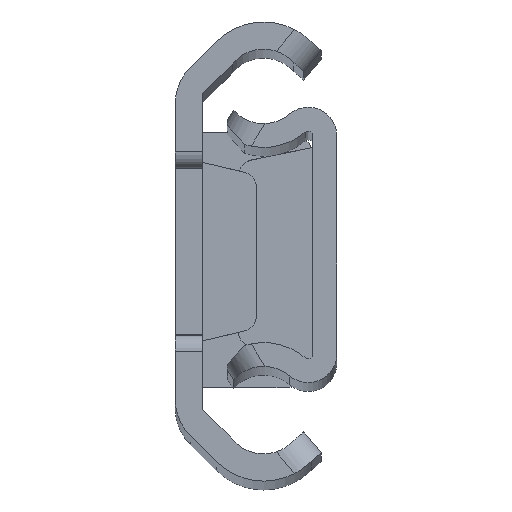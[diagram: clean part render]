
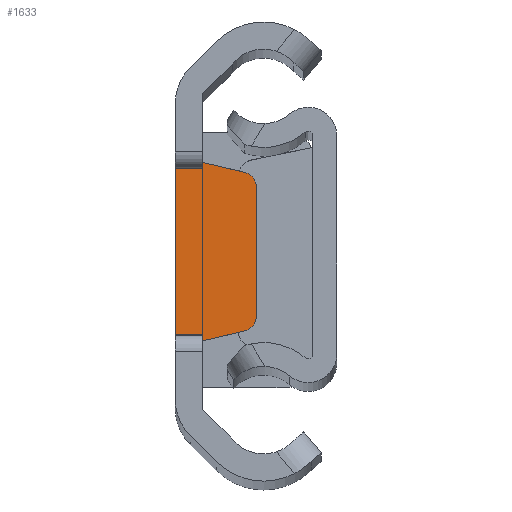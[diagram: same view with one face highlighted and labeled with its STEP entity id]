
A CAD part, top view. The second image highlights one B-rep face of the part: STEP entity #1633.
In plain terms, the highlighted planar face has unit normal (0, 0, 1).
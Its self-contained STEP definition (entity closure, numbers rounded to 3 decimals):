
#66 = CARTESIAN_POINT ( 'NONE',  ( 4.028, -4.681, -2.4 ) ) ;
#85 = VERTEX_POINT ( 'NONE', #1136 ) ;
#147 = AXIS2_PLACEMENT_3D ( 'NONE', #323, #254, #2478 ) ;
#204 = CARTESIAN_POINT ( 'NONE',  ( 1.6, -5.25, -2.4 ) ) ;
#217 = VECTOR ( 'NONE', #2432, 1000. ) ;
#254 = DIRECTION ( 'NONE',  ( 0., 0., 1. ) ) ;
#296 = CARTESIAN_POINT ( 'NONE',  ( 1.6, -5.25, -2.4 ) ) ;
#323 = CARTESIAN_POINT ( 'NONE',  ( 3.8, 3.707, -2.4 ) ) ;
#349 = VERTEX_POINT ( 'NONE', #3552 ) ;
#361 = DIRECTION ( 'NONE',  ( 0.974, 0.228, 0. ) ) ;
#365 = EDGE_CURVE ( 'NONE', #949, #85, #1121, .T. ) ;
#641 = CARTESIAN_POINT ( 'NONE',  ( -0.001, 5.25, -2.4 ) ) ;
#731 = VECTOR ( 'NONE', #2721, 1000. ) ;
#742 = EDGE_CURVE ( 'NONE', #349, #1276, #1696, .T. ) ;
#861 = EDGE_CURVE ( 'NONE', #4386, #949, #3817, .T. ) ;
#945 = DIRECTION ( 'NONE',  ( 0., 1., 0. ) ) ;
#948 = ORIENTED_EDGE ( 'NONE', *, *, #742, .T. ) ;
#949 = VERTEX_POINT ( 'NONE', #3274 ) ;
#1003 = EDGE_LOOP ( 'NONE', ( #2511, #3546, #3023, #3695, #1055, #4136, #1726, #948 ) ) ;
#1055 = ORIENTED_EDGE ( 'NONE', *, *, #2645, .T. ) ;
#1121 = CIRCLE ( 'NONE', #147, 1. ) ;
#1136 = CARTESIAN_POINT ( 'NONE',  ( 4.028, 4.681, -2.4 ) ) ;
#1276 = VERTEX_POINT ( 'NONE', #204 ) ;
#1296 = CARTESIAN_POINT ( 'NONE',  ( 4.8, 0., -2.4 ) ) ;
#1365 = DIRECTION ( 'NONE',  ( 0., 0., -1. ) ) ;
#1425 = DIRECTION ( 'NONE',  ( 0., 0., 1. ) ) ;
#1560 = CARTESIAN_POINT ( 'NONE',  ( 1.6, 5.25, -2.4 ) ) ;
#1623 = AXIS2_PLACEMENT_3D ( 'NONE', #641, #1365, #3512 ) ;
#1633 = ADVANCED_FACE ( 'NONE', ( #4563 ), #3538, .F. ) ;
#1696 = LINE ( 'NONE', #4558, #217 ) ;
#1716 = CARTESIAN_POINT ( 'NONE',  ( -0.001, 5.25, -2.4 ) ) ;
#1726 = ORIENTED_EDGE ( 'NONE', *, *, #3452, .F. ) ;
#2065 = CARTESIAN_POINT ( 'NONE',  ( 4.8, -3.707, -2.4 ) ) ;
#2092 = EDGE_CURVE ( 'NONE', #2980, #2729, #3815, .T. ) ;
#2233 = CARTESIAN_POINT ( 'NONE',  ( 0., 5.25, -2.4 ) ) ;
#2352 = VERTEX_POINT ( 'NONE', #66 ) ;
#2432 = DIRECTION ( 'NONE',  ( 1., 0., 0. ) ) ;
#2478 = DIRECTION ( 'NONE',  ( -1., 0., 0. ) ) ;
#2488 = CARTESIAN_POINT ( 'NONE',  ( 1.6, 5.25, -2.4 ) ) ;
#2511 = ORIENTED_EDGE ( 'NONE', *, *, #3217, .T. ) ;
#2604 = CIRCLE ( 'NONE', #4646, 1. ) ;
#2645 = EDGE_CURVE ( 'NONE', #85, #2729, #3209, .T. ) ;
#2721 = DIRECTION ( 'NONE',  ( 0., 1., 0. ) ) ;
#2729 = VERTEX_POINT ( 'NONE', #1560 ) ;
#2731 = VECTOR ( 'NONE', #3661, 1000. ) ;
#2980 = VERTEX_POINT ( 'NONE', #2233 ) ;
#3023 = ORIENTED_EDGE ( 'NONE', *, *, #861, .T. ) ;
#3171 = EDGE_CURVE ( 'NONE', #2352, #4386, #2604, .T. ) ;
#3209 = LINE ( 'NONE', #2488, #2731 ) ;
#3217 = EDGE_CURVE ( 'NONE', #1276, #2352, #3522, .T. ) ;
#3274 = CARTESIAN_POINT ( 'NONE',  ( 4.8, 3.707, -2.4 ) ) ;
#3298 = VECTOR ( 'NONE', #361, 1000. ) ;
#3452 = EDGE_CURVE ( 'NONE', #349, #2980, #4264, .T. ) ;
#3512 = DIRECTION ( 'NONE',  ( -1., 0., 0. ) ) ;
#3522 = LINE ( 'NONE', #296, #3298 ) ;
#3526 = VECTOR ( 'NONE', #945, 1000. ) ;
#3538 = PLANE ( 'NONE',  #1623 ) ;
#3546 = ORIENTED_EDGE ( 'NONE', *, *, #3171, .T. ) ;
#3552 = CARTESIAN_POINT ( 'NONE',  ( 0., -5.25, -2.4 ) ) ;
#3661 = DIRECTION ( 'NONE',  ( -0.974, 0.228, 0. ) ) ;
#3695 = ORIENTED_EDGE ( 'NONE', *, *, #365, .T. ) ;
#3815 = LINE ( 'NONE', #1716, #4446 ) ;
#3817 = LINE ( 'NONE', #1296, #731 ) ;
#4136 = ORIENTED_EDGE ( 'NONE', *, *, #2092, .F. ) ;
#4173 = CARTESIAN_POINT ( 'NONE',  ( 0., 5.25, -2.4 ) ) ;
#4206 = CARTESIAN_POINT ( 'NONE',  ( 3.8, -3.707, -2.4 ) ) ;
#4231 = DIRECTION ( 'NONE',  ( 1., 0., 0. ) ) ;
#4264 = LINE ( 'NONE', #4173, #3526 ) ;
#4386 = VERTEX_POINT ( 'NONE', #2065 ) ;
#4446 = VECTOR ( 'NONE', #4231, 1000. ) ;
#4550 = DIRECTION ( 'NONE',  ( -1., 0., 0. ) ) ;
#4558 = CARTESIAN_POINT ( 'NONE',  ( -0.001, -5.25, -2.4 ) ) ;
#4563 = FACE_OUTER_BOUND ( 'NONE', #1003, .T. ) ;
#4646 = AXIS2_PLACEMENT_3D ( 'NONE', #4206, #1425, #4550 ) ;
